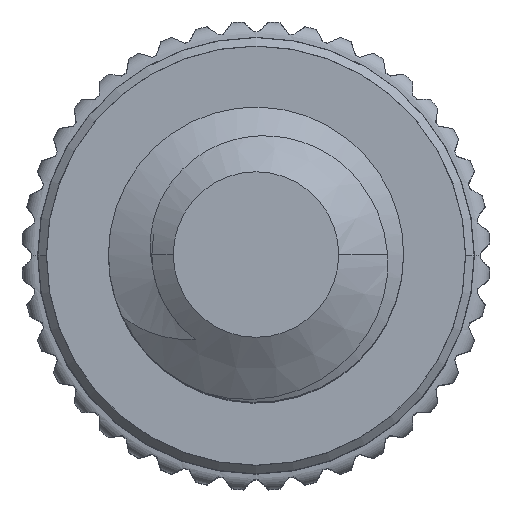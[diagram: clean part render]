
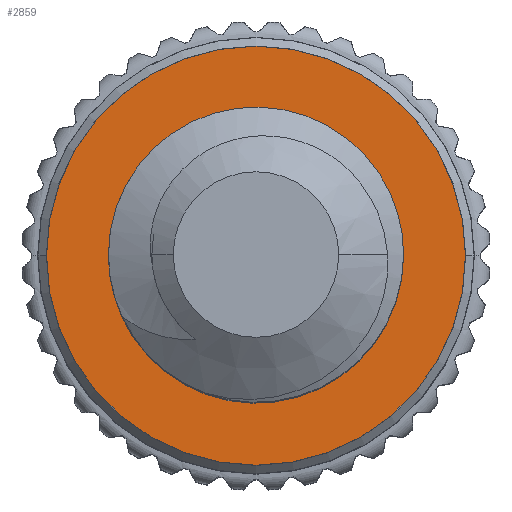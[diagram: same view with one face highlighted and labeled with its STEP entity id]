
A CAD part, top view. The second image highlights one B-rep face of the part: STEP entity #2859.
In plain terms, the highlighted planar face has unit normal (0, 0, 1).
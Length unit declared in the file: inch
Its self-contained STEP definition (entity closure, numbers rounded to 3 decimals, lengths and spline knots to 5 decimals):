
#951 = DIRECTION ( 'NONE',  ( -1., 0., 0. ) ) ;
#1008 = CARTESIAN_POINT ( 'NONE',  ( -0.04834, 0.04923, -1.5 ) ) ;
#1211 = EDGE_LOOP ( 'NONE', ( #18255, #25680, #9873, #13313 ) ) ;
#2842 = FACE_OUTER_BOUND ( 'NONE', #23196, .T. ) ;
#2859 = ADVANCED_FACE ( 'NONE', ( #2842, #34893 ), #5504, .F. ) ;
#3157 = EDGE_CURVE ( 'NONE', #14992, #24881, #5765, .T. ) ;
#3210 = EDGE_CURVE ( 'NONE', #9729, #24881, #12135, .T. ) ;
#3769 = VERTEX_POINT ( 'NONE', #38100 ) ;
#3959 = CARTESIAN_POINT ( 'NONE',  ( 0.01153, 0.06689, -1.5 ) ) ;
#4078 = DIRECTION ( 'NONE',  ( 1., 0., 0. ) ) ;
#4095 = CARTESIAN_POINT ( 'NONE',  ( 0.00588, 0.06833, -1.5 ) ) ;
#4281 = CARTESIAN_POINT ( 'NONE',  ( -0.05968, -0.0116, -1.5 ) ) ;
#4493 = AXIS2_PLACEMENT_3D ( 'NONE', #5899, #26660, #14827 ) ;
#5504 = PLANE ( 'NONE',  #31827 ) ;
#5625 = DIRECTION ( 'NONE',  ( -1., 0., 0. ) ) ;
#5765 = B_SPLINE_CURVE_WITH_KNOTS ( 'NONE', 3,
 ( #12835, #27923, #36579, #22078, #33993, #4281, #21670, #28047, #33733, #16235, #36973, #18682, #18815, #1008 ),
 .UNSPECIFIED., .F., .F.,
 ( 4, 2, 2, 2, 2, 2, 4 ),
 ( 0., 0.00089, 0.00178, 0.00222, 0.00267, 0.00311, 0.00356 ),
 .UNSPECIFIED. ) ;
#5899 = CARTESIAN_POINT ( 'NONE',  ( 0., 0., -1.5 ) ) ;
#6721 = VERTEX_POINT ( 'NONE', #15465 ) ;
#6757 = CARTESIAN_POINT ( 'NONE',  ( 0., 0.069, -1.5 ) ) ;
#6996 = CARTESIAN_POINT ( 'NONE',  ( 0.05592, 0.01675, -1.5 ) ) ;
#7362 = CARTESIAN_POINT ( 'NONE',  ( 0., 0., -1.5 ) ) ;
#7376 = CARTESIAN_POINT ( 'NONE',  ( 0.05636, 0.00496, -1.5 ) ) ;
#7486 = DIRECTION ( 'NONE',  ( 0., 0., -1. ) ) ;
#9729 = VERTEX_POINT ( 'NONE', #6757 ) ;
#9873 = ORIENTED_EDGE ( 'NONE', *, *, #18857, .T. ) ;
#10239 = CARTESIAN_POINT ( 'NONE',  ( 0.05565, -0.00084, -1.5 ) ) ;
#10367 = CARTESIAN_POINT ( 'NONE',  ( 0.04135, 0.04877, -1.5 ) ) ;
#11497 = CIRCLE ( 'NONE', #36010, 0.09796 ) ;
#12135 = CIRCLE ( 'NONE', #4493, 0.069 ) ;
#12835 = CARTESIAN_POINT ( 'NONE',  ( 0., -0.0487, -1.5 ) ) ;
#12917 = AXIS2_PLACEMENT_3D ( 'NONE', #31612, #28995, #31730 ) ;
#13313 = ORIENTED_EDGE ( 'NONE', *, *, #3157, .T. ) ;
#14116 = VERTEX_POINT ( 'NONE', #26908 ) ;
#14827 = DIRECTION ( 'NONE',  ( 1., 0., 0. ) ) ;
#14992 = VERTEX_POINT ( 'NONE', #22298 ) ;
#15465 = CARTESIAN_POINT ( 'NONE',  ( 0.03412, -0.03475, -1.5 ) ) ;
#15787 = CARTESIAN_POINT ( 'NONE',  ( 0.02753, 0.05951, -1.5 ) ) ;
#16056 = CARTESIAN_POINT ( 'NONE',  ( 0.05477, 0.0225, -1.5 ) ) ;
#16235 = CARTESIAN_POINT ( 'NONE',  ( -0.06148, 0.02312, -1.5 ) ) ;
#18255 = ORIENTED_EDGE ( 'NONE', *, *, #3210, .F. ) ;
#18682 = CARTESIAN_POINT ( 'NONE',  ( -0.05507, 0.03952, -1.5 ) ) ;
#18815 = CARTESIAN_POINT ( 'NONE',  ( -0.052, 0.0446, -1.5 ) ) ;
#18857 = EDGE_CURVE ( 'NONE', #6721, #14992, #21881, .T. ) ;
#20909 = EDGE_CURVE ( 'NONE', #9729, #6721, #29622, .T. ) ;
#21670 = CARTESIAN_POINT ( 'NONE',  ( -0.06135, -0.00599, -1.5 ) ) ;
#21881 = CIRCLE ( 'NONE', #27732, 0.0487 ) ;
#22078 = CARTESIAN_POINT ( 'NONE',  ( -0.04432, -0.03688, -1.5 ) ) ;
#22298 = CARTESIAN_POINT ( 'NONE',  ( 0., -0.0487, -1.5 ) ) ;
#23196 = EDGE_LOOP ( 'NONE', ( #25049, #26835 ) ) ;
#24881 = VERTEX_POINT ( 'NONE', #31001 ) ;
#25027 = CARTESIAN_POINT ( 'NONE',  ( 0., 0., -1.5 ) ) ;
#25049 = ORIENTED_EDGE ( 'NONE', *, *, #29546, .T. ) ;
#25149 = CARTESIAN_POINT ( 'NONE',  ( 0.02239, 0.06248, -1.5 ) ) ;
#25680 = ORIENTED_EDGE ( 'NONE', *, *, #20909, .T. ) ;
#26660 = DIRECTION ( 'NONE',  ( 0., 0., 1. ) ) ;
#26835 = ORIENTED_EDGE ( 'NONE', *, *, #38238, .T. ) ;
#26908 = CARTESIAN_POINT ( 'NONE',  ( 0.09796, 0., -1.5 ) ) ;
#27599 = CARTESIAN_POINT ( 'NONE',  ( 0.04983, -0.01748, -1.5 ) ) ;
#27732 = AXIS2_PLACEMENT_3D ( 'NONE', #7362, #7486, #4078 ) ;
#27733 = CARTESIAN_POINT ( 'NONE',  ( 0.03902, -0.03141, -1.5 ) ) ;
#27923 = CARTESIAN_POINT ( 'NONE',  ( -0.01169, -0.05058, -1.5 ) ) ;
#28047 = CARTESIAN_POINT ( 'NONE',  ( -0.06307, 0.00562, -1.5 ) ) ;
#28995 = DIRECTION ( 'NONE',  ( 0., 0., 1. ) ) ;
#29246 = DIRECTION ( 'NONE',  ( 0., 0., -1. ) ) ;
#29546 = EDGE_CURVE ( 'NONE', #3769, #14116, #31246, .T. ) ;
#29622 = B_SPLINE_CURVE_WITH_KNOTS ( 'NONE', 3,
 ( #33560, #4095, #3959, #25149, #15787, #10367, #33940, #16056, #6996, #7376, #10239, #30597, #27599, #36386, #27733, #33690 ),
 .UNSPECIFIED., .F., .F.,
 ( 4, 2, 2, 2, 2, 2, 2, 4 ),
 ( 0., 0.00044, 0.00089, 0.00178, 0.00222, 0.00267, 0.00311, 0.00355 ),
 .UNSPECIFIED. ) ;
#30597 = CARTESIAN_POINT ( 'NONE',  ( 0.05234, -0.0122, -1.5 ) ) ;
#30977 = DIRECTION ( 'NONE',  ( 0., 0., 1. ) ) ;
#31001 = CARTESIAN_POINT ( 'NONE',  ( -0.04834, 0.04923, -1.5 ) ) ;
#31246 = CIRCLE ( 'NONE', #12917, 0.09796 ) ;
#31612 = CARTESIAN_POINT ( 'NONE',  ( 0., 0., -1.5 ) ) ;
#31730 = DIRECTION ( 'NONE',  ( -1., 0., 0. ) ) ;
#31827 = AXIS2_PLACEMENT_3D ( 'NONE', #35066, #29246, #5625 ) ;
#33560 = CARTESIAN_POINT ( 'NONE',  ( 0., 0.069, -1.5 ) ) ;
#33690 = CARTESIAN_POINT ( 'NONE',  ( 0.03412, -0.03475, -1.5 ) ) ;
#33733 = CARTESIAN_POINT ( 'NONE',  ( -0.06309, 0.01154, -1.5 ) ) ;
#33940 = CARTESIAN_POINT ( 'NONE',  ( 0.04868, 0.03892, -1.5 ) ) ;
#33993 = CARTESIAN_POINT ( 'NONE',  ( -0.05226, -0.02769, -1.5 ) ) ;
#34893 = FACE_BOUND ( 'NONE', #1211, .T. ) ;
#35066 = CARTESIAN_POINT ( 'NONE',  ( 0., 0., -1.5 ) ) ;
#36010 = AXIS2_PLACEMENT_3D ( 'NONE', #25027, #30977, #951 ) ;
#36386 = CARTESIAN_POINT ( 'NONE',  ( 0.04312, -0.02719, -1.5 ) ) ;
#36579 = CARTESIAN_POINT ( 'NONE',  ( -0.02368, -0.04845, -1.5 ) ) ;
#36973 = CARTESIAN_POINT ( 'NONE',  ( -0.05982, 0.02885, -1.5 ) ) ;
#38100 = CARTESIAN_POINT ( 'NONE',  ( -0.09796, 0., -1.5 ) ) ;
#38238 = EDGE_CURVE ( 'NONE', #14116, #3769, #11497, .T. ) ;
